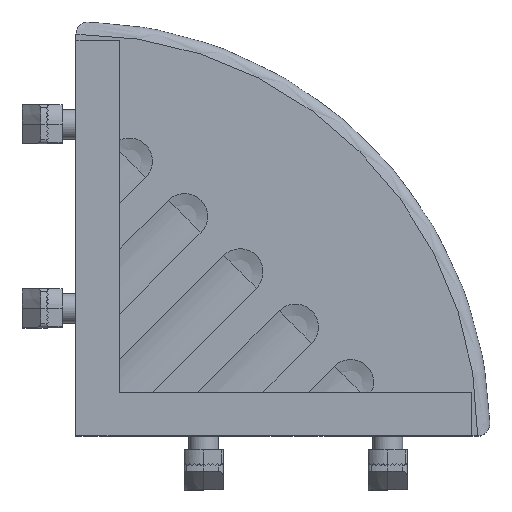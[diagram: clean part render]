
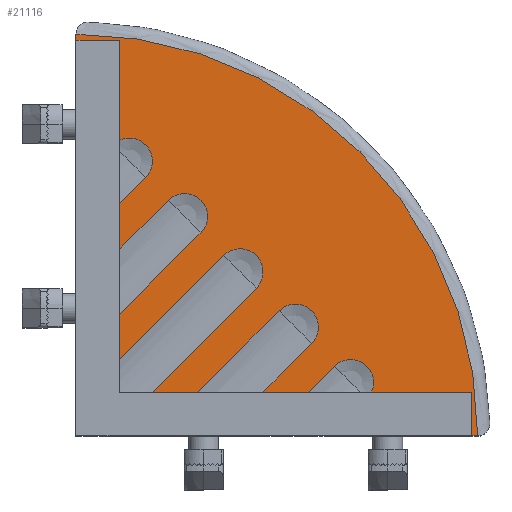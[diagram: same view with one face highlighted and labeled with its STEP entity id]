
A CAD part, top view. The second image highlights one B-rep face of the part: STEP entity #21116.
In plain terms, the highlighted planar face has unit normal (0, 0, 1).
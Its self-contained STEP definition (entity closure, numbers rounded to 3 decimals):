
#11663=VECTOR('',#19425,1.);
#11664=VECTOR('',#19428,1.);
#11667=VECTOR('',#19435,1.);
#11668=VECTOR('',#19436,1.);
#11669=VECTOR('',#19441,1.);
#11681=VECTOR('',#19467,1.);
#11686=VECTOR('',#19482,1.);
#11689=VECTOR('',#19487,1.);
#11690=VECTOR('',#19490,1.);
#11691=VECTOR('',#19493,1.);
#11692=VECTOR('',#19496,1.);
#11693=VECTOR('',#19497,1.);
#11694=VECTOR('',#19498,1.);
#11695=VECTOR('',#19501,1.);
#11696=VECTOR('',#19502,1.);
#11697=VECTOR('',#19503,1.);
#11698=VECTOR('',#19506,1.);
#11699=VECTOR('',#19507,1.);
#12269=LINE('',#23465,#11663);
#12270=LINE('',#23468,#11664);
#12273=LINE('',#23477,#11667);
#12274=LINE('',#23479,#11668);
#12275=LINE('',#23485,#11669);
#12287=LINE('',#23513,#11681);
#12292=LINE('',#23530,#11686);
#12295=LINE('',#23535,#11689);
#12296=LINE('',#23538,#11690);
#12297=LINE('',#23541,#11691);
#12298=LINE('',#23545,#11692);
#12299=LINE('',#23547,#11693);
#12300=LINE('',#23549,#11694);
#12301=LINE('',#23553,#11695);
#12302=LINE('',#23555,#11696);
#12303=LINE('',#23557,#11697);
#12304=LINE('',#23561,#11698);
#12305=LINE('',#23562,#11699);
#14326=ORIENTED_EDGE('',*,*,#16309,.F.);
#14327=ORIENTED_EDGE('',*,*,#16298,.F.);
#14328=ORIENTED_EDGE('',*,*,#16284,.F.);
#14329=ORIENTED_EDGE('',*,*,#16310,.F.);
#14330=ORIENTED_EDGE('',*,*,#16311,.F.);
#14331=ORIENTED_EDGE('',*,*,#16281,.F.);
#14332=ORIENTED_EDGE('',*,*,#16274,.F.);
#14333=ORIENTED_EDGE('',*,*,#16312,.F.);
#14334=ORIENTED_EDGE('',*,*,#16276,.F.);
#14335=ORIENTED_EDGE('',*,*,#16280,.F.);
#14336=ORIENTED_EDGE('',*,*,#16313,.F.);
#14337=ORIENTED_EDGE('',*,*,#16314,.F.);
#14338=ORIENTED_EDGE('',*,*,#16315,.F.);
#14339=ORIENTED_EDGE('',*,*,#16316,.F.);
#14340=ORIENTED_EDGE('',*,*,#16317,.F.);
#14341=ORIENTED_EDGE('',*,*,#16318,.F.);
#14342=ORIENTED_EDGE('',*,*,#16319,.F.);
#14343=ORIENTED_EDGE('',*,*,#16320,.F.);
#14344=ORIENTED_EDGE('',*,*,#16321,.F.);
#14345=ORIENTED_EDGE('',*,*,#16322,.F.);
#14346=ORIENTED_EDGE('',*,*,#16323,.F.);
#14347=ORIENTED_EDGE('',*,*,#16324,.F.);
#14348=ORIENTED_EDGE('',*,*,#16306,.F.);
#14349=ORIENTED_EDGE('',*,*,#16325,.T.);
#14350=ORIENTED_EDGE('',*,*,#16326,.F.);
#14351=ORIENTED_EDGE('',*,*,#16327,.T.);
#14577=CIRCLE('',#20405,5.);
#14578=CIRCLE('',#20406,5.);
#14579=CIRCLE('',#20407,5.);
#14580=CIRCLE('',#20408,5.);
#14581=CIRCLE('',#20409,5.);
#14582=CIRCLE('',#20410,2.7);
#14583=CIRCLE('',#20411,87.3);
#14584=CIRCLE('',#20412,2.7);
#15242=VERTEX_POINT('',#23461);
#15243=VERTEX_POINT('',#23462);
#15244=VERTEX_POINT('',#23464);
#15245=VERTEX_POINT('',#23466);
#15249=VERTEX_POINT('',#23475);
#15250=VERTEX_POINT('',#23478);
#15252=VERTEX_POINT('',#23482);
#15253=VERTEX_POINT('',#23484);
#15262=VERTEX_POINT('',#23512);
#15268=VERTEX_POINT('',#23528);
#15269=VERTEX_POINT('',#23529);
#15270=VERTEX_POINT('',#23534);
#15271=VERTEX_POINT('',#23536);
#15272=VERTEX_POINT('',#23540);
#15273=VERTEX_POINT('',#23542);
#15274=VERTEX_POINT('',#23544);
#15275=VERTEX_POINT('',#23546);
#15276=VERTEX_POINT('',#23548);
#15277=VERTEX_POINT('',#23550);
#15278=VERTEX_POINT('',#23552);
#15279=VERTEX_POINT('',#23554);
#15280=VERTEX_POINT('',#23556);
#15281=VERTEX_POINT('',#23558);
#15282=VERTEX_POINT('',#23560);
#15283=VERTEX_POINT('',#23563);
#15284=VERTEX_POINT('',#23565);
#16274=EDGE_CURVE('',#15244,#15242,#12269,.T.);
#16276=EDGE_CURVE('',#15243,#15245,#12270,.T.);
#16280=EDGE_CURVE('',#15249,#15243,#12273,.T.);
#16281=EDGE_CURVE('',#15242,#15250,#12274,.T.);
#16284=EDGE_CURVE('',#15252,#15253,#12275,.T.);
#16298=EDGE_CURVE('',#15253,#15262,#12287,.T.);
#16306=EDGE_CURVE('',#15268,#15269,#12292,.T.);
#16309=EDGE_CURVE('',#15262,#15270,#12295,.T.);
#16310=EDGE_CURVE('',#15271,#15252,#14577,.T.);
#16311=EDGE_CURVE('',#15250,#15271,#12296,.T.);
#16312=EDGE_CURVE('',#15245,#15244,#14578,.T.);
#16313=EDGE_CURVE('',#15272,#15249,#12297,.T.);
#16314=EDGE_CURVE('',#15273,#15272,#14579,.T.);
#16315=EDGE_CURVE('',#15274,#15273,#12298,.T.);
#16316=EDGE_CURVE('',#15275,#15274,#12299,.T.);
#16317=EDGE_CURVE('',#15276,#15275,#12300,.T.);
#16318=EDGE_CURVE('',#15277,#15276,#14580,.T.);
#16319=EDGE_CURVE('',#15278,#15277,#12301,.T.);
#16320=EDGE_CURVE('',#15279,#15278,#12302,.T.);
#16321=EDGE_CURVE('',#15280,#15279,#12303,.T.);
#16322=EDGE_CURVE('',#15281,#15280,#14581,.T.);
#16323=EDGE_CURVE('',#15282,#15281,#12304,.T.);
#16324=EDGE_CURVE('',#15269,#15282,#12305,.T.);
#16325=EDGE_CURVE('',#15268,#15283,#14582,.T.);
#16326=EDGE_CURVE('',#15284,#15283,#14583,.T.);
#16327=EDGE_CURVE('',#15284,#15270,#14584,.T.);
#16778=EDGE_LOOP('',(#14326,#14327,#14328,#14329,#14330,#14331,#14332,#14333,
#14334,#14335,#14336,#14337,#14338,#14339,#14340,#14341,#14342,#14343,#14344,
#14345,#14346,#14347,#14348,#14349,#14350,#14351));
#17228=FACE_BOUND('',#16778,.T.);
#19425=DIRECTION('',(-10.607,-10.607,0.));
#19428=DIRECTION('',(17.678,17.678,0.));
#19435=DIRECTION('',(0.,9.899,0.));
#19436=DIRECTION('',(0.,9.899,0.));
#19441=DIRECTION('',(0.,21.768,0.));
#19467=DIRECTION('',(-9.5,0.,0.));
#19482=DIRECTION('',(-1.258,0.,0.));
#19485=DIRECTION('',(0.,0.,1.));
#19486=DIRECTION('',(0.,-1.,0.));
#19487=DIRECTION('',(0.,1.258,0.));
#19488=DIRECTION('',(0.,0.,1.));
#19489=DIRECTION('',(5.,0.,0.));
#19490=DIRECTION('',(5.657,5.657,0.));
#19491=DIRECTION('',(0.,0.,1.));
#19492=DIRECTION('',(3.536,-3.536,0.));
#19493=DIRECTION('',(-22.627,-22.627,0.));
#19494=DIRECTION('',(0.,0.,1.));
#19495=DIRECTION('',(3.536,-3.536,0.));
#19496=DIRECTION('',(22.627,22.627,0.));
#19497=DIRECTION('',(-9.899,0.,0.));
#19498=DIRECTION('',(-17.678,-17.678,0.));
#19499=DIRECTION('',(0.,0.,1.));
#19500=DIRECTION('',(3.536,-3.536,0.));
#19501=DIRECTION('',(10.607,10.607,0.));
#19502=DIRECTION('',(-9.899,0.,0.));
#19503=DIRECTION('',(-5.657,-5.657,0.));
#19504=DIRECTION('',(0.,0.,1.));
#19505=DIRECTION('',(4.528,-2.121,0.));
#19506=DIRECTION('',(-21.768,0.,0.));
#19507=DIRECTION('',(0.,9.5,0.));
#19508=DIRECTION('',(0.,0.,1.));
#19509=DIRECTION('',(-2.7,0.,0.));
#19510=DIRECTION('',(0.,0.,-1.));
#19511=DIRECTION('',(61.73,61.73,0.));
#19512=DIRECTION('',(0.,0.,1.));
#19513=DIRECTION('',(-2.7,0.,0.));
#20404=AXIS2_PLACEMENT_3D('',#23533,#19485,#19486);
#20405=AXIS2_PLACEMENT_3D('',#23537,#19488,#19489);
#20406=AXIS2_PLACEMENT_3D('',#23539,#19491,#19492);
#20407=AXIS2_PLACEMENT_3D('',#23543,#19494,#19495);
#20408=AXIS2_PLACEMENT_3D('',#23551,#19499,#19500);
#20409=AXIS2_PLACEMENT_3D('',#23559,#19504,#19505);
#20410=AXIS2_PLACEMENT_3D('',#23564,#19508,#19509);
#20411=AXIS2_PLACEMENT_3D('',#23566,#19510,#19511);
#20412=AXIS2_PLACEMENT_3D('',#23567,#19512,#19513);
#20724=PLANE('',#20404);
#21116=ADVANCED_FACE('',(#17228),#20724,.T.);
#23461=CARTESIAN_POINT('',(9.5,40.613,43.));
#23462=CARTESIAN_POINT('',(9.5,26.471,43.));
#23464=CARTESIAN_POINT('',(20.107,51.219,43.));
#23465=CARTESIAN_POINT('',(20.107,51.219,43.));
#23466=CARTESIAN_POINT('',(27.178,44.148,43.));
#23468=CARTESIAN_POINT('',(9.5,26.471,43.));
#23475=CARTESIAN_POINT('',(9.5,16.571,43.));
#23477=CARTESIAN_POINT('',(9.5,16.571,43.));
#23478=CARTESIAN_POINT('',(9.5,50.512,43.));
#23479=CARTESIAN_POINT('',(9.5,40.613,43.));
#23482=CARTESIAN_POINT('',(9.5,64.232,43.));
#23484=CARTESIAN_POINT('',(9.5,86.,43.));
#23485=CARTESIAN_POINT('',(9.5,64.232,43.));
#23512=CARTESIAN_POINT('',(0.,86.,43.));
#23513=CARTESIAN_POINT('',(9.5,86.,43.));
#23528=CARTESIAN_POINT('',(87.258,0.,43.));
#23529=CARTESIAN_POINT('',(86.,0.,43.));
#23530=CARTESIAN_POINT('',(87.258,0.,43.));
#23533=CARTESIAN_POINT('',(0.,0.,43.));
#23534=CARTESIAN_POINT('',(0.,87.258,43.));
#23535=CARTESIAN_POINT('',(0.,86.,43.));
#23536=CARTESIAN_POINT('',(15.157,56.169,43.));
#23537=CARTESIAN_POINT('',(11.621,59.705,43.));
#23538=CARTESIAN_POINT('',(9.5,50.512,43.));
#23539=CARTESIAN_POINT('',(23.642,47.684,43.));
#23540=CARTESIAN_POINT('',(32.127,39.198,43.));
#23541=CARTESIAN_POINT('',(32.127,39.198,43.));
#23542=CARTESIAN_POINT('',(39.198,32.127,43.));
#23543=CARTESIAN_POINT('',(35.663,35.663,43.));
#23544=CARTESIAN_POINT('',(16.571,9.5,43.));
#23545=CARTESIAN_POINT('',(16.571,9.5,43.));
#23546=CARTESIAN_POINT('',(26.471,9.5,43.));
#23547=CARTESIAN_POINT('',(26.471,9.5,43.));
#23548=CARTESIAN_POINT('',(44.148,27.178,43.));
#23549=CARTESIAN_POINT('',(44.148,27.178,43.));
#23550=CARTESIAN_POINT('',(51.219,20.107,43.));
#23551=CARTESIAN_POINT('',(47.684,23.642,43.));
#23552=CARTESIAN_POINT('',(40.613,9.5,43.));
#23553=CARTESIAN_POINT('',(40.613,9.5,43.));
#23554=CARTESIAN_POINT('',(50.512,9.5,43.));
#23555=CARTESIAN_POINT('',(50.512,9.5,43.));
#23556=CARTESIAN_POINT('',(56.169,15.157,43.));
#23557=CARTESIAN_POINT('',(56.169,15.157,43.));
#23558=CARTESIAN_POINT('',(64.232,9.5,43.));
#23559=CARTESIAN_POINT('',(59.705,11.621,43.));
#23560=CARTESIAN_POINT('',(86.,9.5,43.));
#23561=CARTESIAN_POINT('',(86.,9.5,43.));
#23562=CARTESIAN_POINT('',(86.,0.,43.));
#23563=CARTESIAN_POINT('',(87.3,0.,43.));
#23564=CARTESIAN_POINT('',(87.258,2.7,43.));
#23565=CARTESIAN_POINT('',(0.,87.3,43.));
#23566=CARTESIAN_POINT('',(0.,0.,43.));
#23567=CARTESIAN_POINT('',(2.7,87.258,43.));
